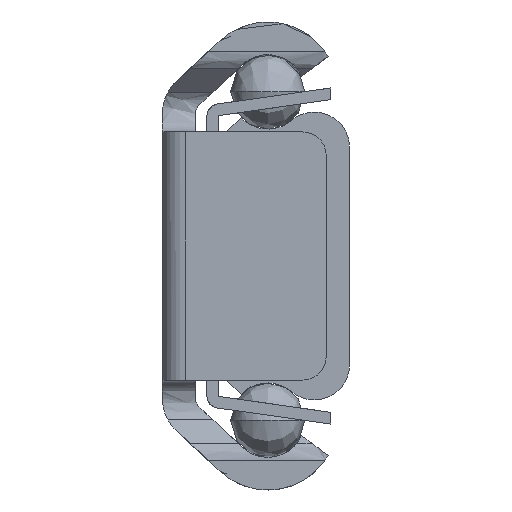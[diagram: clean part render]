
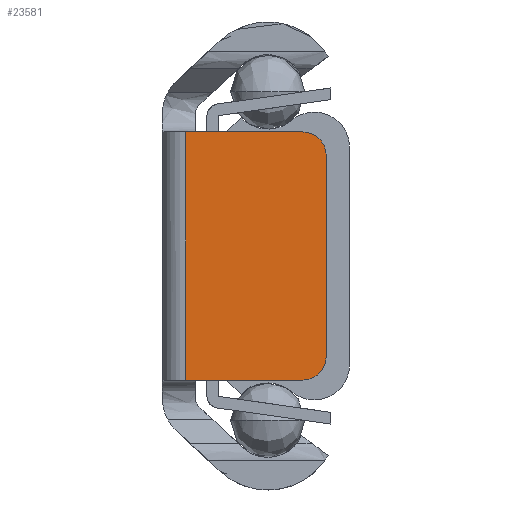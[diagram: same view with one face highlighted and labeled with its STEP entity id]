
A CAD part, left-side view. The second image highlights one B-rep face of the part: STEP entity #23581.
In plain terms, the highlighted free-form (B-spline) face has degree [1, 1] with [2, 2] control points.
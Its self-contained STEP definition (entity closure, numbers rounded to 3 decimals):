
#22561=CARTESIAN_POINT('',(0.0,-1.,-5.3));
#22562=VERTEX_POINT('',#22561);
#22576=CARTESIAN_POINT('',(0.0,-1.,5.3));
#22577=VERTEX_POINT('',#22576);
#22578=CARTESIAN_POINT('',(0.0,-1.,5.3));
#22579=CARTESIAN_POINT('',(0.0,-1.,-5.3));
#22580=QUASI_UNIFORM_CURVE('',1,(#22578,#22579),.UNSPECIFIED.,.F.,.U.);
#22581=EDGE_CURVE('',#22577,#22562,#22580,.T.);
#22679=CARTESIAN_POINT('',(0.0,-7.0,-4.3));
#22680=VERTEX_POINT('',#22679);
#22681=CARTESIAN_POINT('',(0.0,-6.0,-5.3));
#22682=VERTEX_POINT('',#22681);
#22683=CARTESIAN_POINT('',(0.0,-7.0,-4.3));
#22684=CARTESIAN_POINT('',(0.0,-7.,-5.3));
#22685=CARTESIAN_POINT('',(0.0,-6.0,-5.3));
#22693=(BOUNDED_CURVE()B_SPLINE_CURVE(2,(#22683,#22684,#22685),.UNSPECIFIED.,.F.,.U.)CURVE()GEOMETRIC_REPRESENTATION_ITEM()QUASI_UNIFORM_CURVE()RATIONAL_B_SPLINE_CURVE((1.0,0.707,1.0))REPRESENTATION_ITEM(''));
#22694=EDGE_CURVE('',#22680,#22682,#22693,.T.);
#22715=CARTESIAN_POINT('',(0.0,-7.0,4.3));
#22716=VERTEX_POINT('',#22715);
#22717=CARTESIAN_POINT('',(0.0,-7.0,-4.3));
#22718=CARTESIAN_POINT('',(0.0,-7.0,4.3));
#22719=QUASI_UNIFORM_CURVE('',1,(#22717,#22718),.UNSPECIFIED.,.F.,.U.);
#22720=EDGE_CURVE('',#22680,#22716,#22719,.T.);
#22746=CARTESIAN_POINT('',(0.0,-6.0,5.3));
#22747=VERTEX_POINT('',#22746);
#22748=CARTESIAN_POINT('',(0.0,-6.0,5.3));
#22749=CARTESIAN_POINT('',(0.0,-7.,5.3));
#22750=CARTESIAN_POINT('',(0.0,-7.0,4.3));
#22758=(BOUNDED_CURVE()B_SPLINE_CURVE(2,(#22748,#22749,#22750),.UNSPECIFIED.,.F.,.U.)CURVE()GEOMETRIC_REPRESENTATION_ITEM()QUASI_UNIFORM_CURVE()RATIONAL_B_SPLINE_CURVE((1.0,0.707,1.0))REPRESENTATION_ITEM(''));
#22759=EDGE_CURVE('',#22747,#22716,#22758,.T.);
#22784=CARTESIAN_POINT('',(0.0,-1.,5.3));
#22785=CARTESIAN_POINT('',(0.0,-6.0,5.3));
#22786=QUASI_UNIFORM_CURVE('',1,(#22784,#22785),.UNSPECIFIED.,.F.,.U.);
#22787=EDGE_CURVE('',#22577,#22747,#22786,.T.);
#23300=CARTESIAN_POINT('',(0.0,-1.,-5.3));
#23301=CARTESIAN_POINT('',(0.0,-6.0,-5.3));
#23302=QUASI_UNIFORM_CURVE('',1,(#23300,#23301),.UNSPECIFIED.,.F.,.U.);
#23303=EDGE_CURVE('',#22562,#22682,#23302,.T.);
#23568=CARTESIAN_POINT('',(0.0,-7.3,5.829));
#23569=CARTESIAN_POINT('',(0.0,-0.7,5.829));
#23570=CARTESIAN_POINT('',(0.0,-7.3,-5.829));
#23571=CARTESIAN_POINT('',(0.0,-0.7,-5.829));
#23572=B_SPLINE_SURFACE_WITH_KNOTS('',1,1,((#23568,#23570),(#23569,#23571)),.UNSPECIFIED.,.F.,.F.,.U.,(2,2),(2,2),(0.0,6.599),(0.0,11.659),.UNSPECIFIED.);
#23573=ORIENTED_EDGE('',*,*,#22787,.F.);
#23574=ORIENTED_EDGE('',*,*,#22581,.T.);
#23575=ORIENTED_EDGE('',*,*,#23303,.T.);
#23576=ORIENTED_EDGE('',*,*,#22694,.F.);
#23577=ORIENTED_EDGE('',*,*,#22720,.T.);
#23578=ORIENTED_EDGE('',*,*,#22759,.F.);
#23579=EDGE_LOOP('',(#23573,#23574,#23575,#23576,#23577,#23578));
#23580=FACE_OUTER_BOUND('',#23579,.T.);
#23581=ADVANCED_FACE('',(#23580),#23572,.T.);
